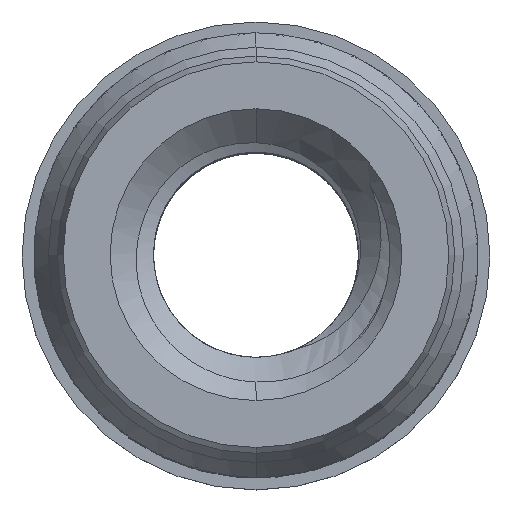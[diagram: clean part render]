
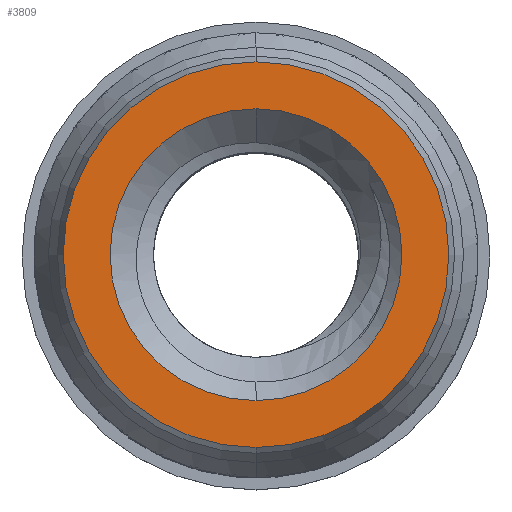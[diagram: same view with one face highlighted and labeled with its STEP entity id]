
A CAD part, top view. The second image highlights one B-rep face of the part: STEP entity #3809.
In plain terms, the highlighted face is planar.
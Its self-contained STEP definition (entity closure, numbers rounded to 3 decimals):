
#170=FACE_BOUND('',#1106,.T.);
#178=PLANE('',#4054);
#858=FACE_OUTER_BOUND('',#1105,.T.);
#1105=EDGE_LOOP('',(#2997,#2998));
#1106=EDGE_LOOP('',(#2999,#3000));
#1381=CIRCLE('',#4002,1.801);
#1386=CIRCLE('',#4040,1.363);
#1390=CIRCLE('',#4048,1.363);
#1393=CIRCLE('',#4055,1.801);
#1444=VERTEX_POINT('',#4578);
#1445=VERTEX_POINT('',#4579);
#1522=VERTEX_POINT('',#5217);
#1523=VERTEX_POINT('',#5219);
#1840=EDGE_CURVE('',#1444,#1445,#1381,.T.);
#1948=EDGE_CURVE('',#1523,#1522,#1386,.T.);
#2244=EDGE_CURVE('',#1522,#1523,#1390,.T.);
#2250=EDGE_CURVE('',#1445,#1444,#1393,.T.);
#2997=ORIENTED_EDGE('',*,*,#2250,.T.);
#2998=ORIENTED_EDGE('',*,*,#1840,.T.);
#2999=ORIENTED_EDGE('',*,*,#1948,.T.);
#3000=ORIENTED_EDGE('',*,*,#2244,.T.);
#3809=ADVANCED_FACE('',(#858,#170),#178,.F.);
#4002=AXIS2_PLACEMENT_3D('',#4580,#4168,#4169);
#4040=AXIS2_PLACEMENT_3D('',#5220,#4280,#4281);
#4048=AXIS2_PLACEMENT_3D('',#14842,#4297,#4298);
#4054=AXIS2_PLACEMENT_3D('',#14878,#4309,#4310);
#4055=AXIS2_PLACEMENT_3D('',#14879,#4311,#4312);
#4168=DIRECTION('center_axis',(0.,-1.,0.));
#4169=DIRECTION('ref_axis',(0.,0.,-1.));
#4280=DIRECTION('center_axis',(0.,1.,0.));
#4281=DIRECTION('ref_axis',(0.,0.,1.));
#4297=DIRECTION('center_axis',(0.,1.,0.));
#4298=DIRECTION('ref_axis',(0.,0.,1.));
#4309=DIRECTION('center_axis',(0.,1.,0.));
#4310=DIRECTION('ref_axis',(0.,0.,1.));
#4311=DIRECTION('center_axis',(0.,-1.,0.));
#4312=DIRECTION('ref_axis',(0.,0.,-1.));
#4578=CARTESIAN_POINT('',(0.,-3.62,-1.801));
#4579=CARTESIAN_POINT('',(0.,-3.62,1.801));
#4580=CARTESIAN_POINT('Origin',(0.,-3.62,0.));
#5217=CARTESIAN_POINT('',(0.,-3.62,1.363));
#5219=CARTESIAN_POINT('',(0.,-3.62,-1.363));
#5220=CARTESIAN_POINT('Origin',(0.,-3.62,0.));
#14842=CARTESIAN_POINT('Origin',(0.,-3.62,0.));
#14878=CARTESIAN_POINT('Origin',(0.,-3.62,1.25));
#14879=CARTESIAN_POINT('Origin',(0.,-3.62,0.));
